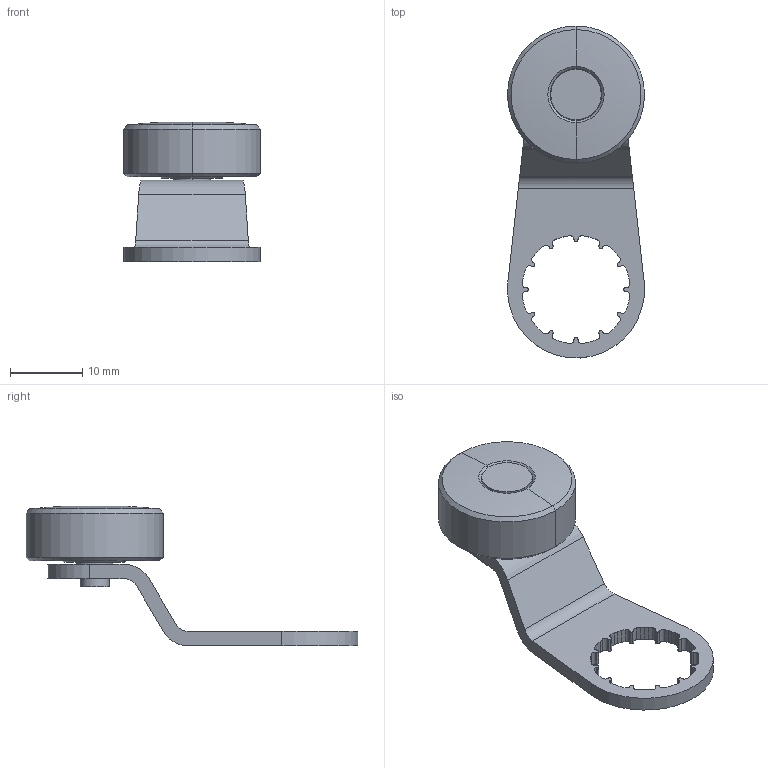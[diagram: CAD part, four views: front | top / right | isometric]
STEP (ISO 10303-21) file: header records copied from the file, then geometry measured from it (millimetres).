
FILE_DESCRIPTION(('STEP AP214'),'1');
FILE_NAME('cctmp_BF3784A8-D138-4BF6-98E9-5D4783BFE4BF_2023_07_21_11_51_44_0227..stp','2023-07-21T09:51:44',('SIEMENS A&D'),('CADClick - www.CADClick.com'),'Spatial InterOp 3D postprocessed',' ','unknown authorization');
FILE_SCHEMA(('AUTOMOTIVE_DESIGN'));
Length unit declared in the file: millimetre
Products named in the file (4): cc_unnamed; 2023_07_21_11_51_44_0207; 2023_07_21_11_51_44_0203; 2023_07_21_11_51_44_0199
Assembly tree (3 placements, depth 2):
  cc_unnamed
    2023_07_21_11_51_44_0207
    2023_07_21_11_51_44_0203
    2023_07_21_11_51_44_0199
Bounding box: 19 x 45.98 x 19.35 mm (x, y, z)
Volume: 3172.9 mm3; surface area: 2750.5 mm2
Topology: 3 solids, 3 shells, 170 faces, 471 edges, 309 vertices
Faces by surface type: plane 87, cylinder 69, cone 12, torus 2
Entity records: 9177 total; most frequent: DIRECTION 971, CARTESIAN_POINT 952, STYLED_ITEM 951, PRESENTATION_STYLE_ASSIGNMENT 951, ORIENTED_EDGE 938, EDGE_CURVE 469, CURVE_STYLE 469, DRAUGHTING_PRE_DEFINED_CURVE_FONT 469
